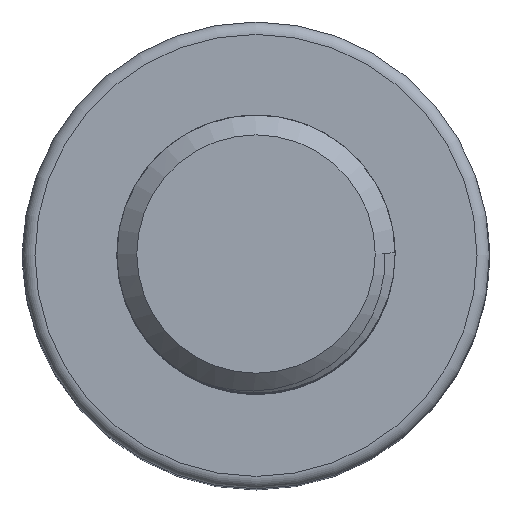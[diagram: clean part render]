
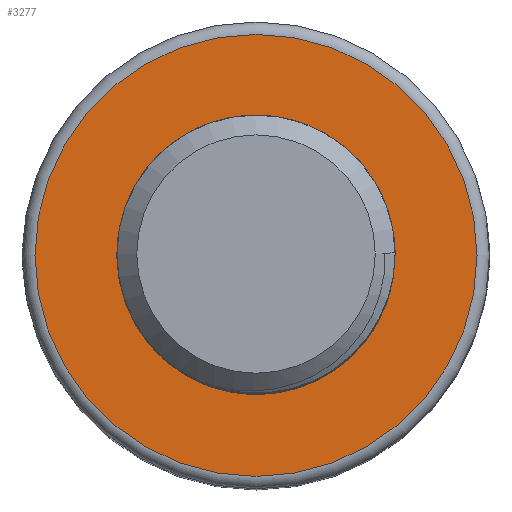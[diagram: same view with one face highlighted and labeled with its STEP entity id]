
A CAD part, top view. The second image highlights one B-rep face of the part: STEP entity #3277.
In plain terms, the highlighted planar face has unit normal (0, 0, 1).
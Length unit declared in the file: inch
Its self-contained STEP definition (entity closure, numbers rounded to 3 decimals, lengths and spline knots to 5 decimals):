
#494 = EDGE_CURVE ( 'NONE', #1799, #1799, #1878, .T. ) ;
#1186 = EDGE_CURVE ( 'NONE', #1801, #1801, #1889, .T. ) ;
#1799 = VERTEX_POINT ( 'NONE', #1800 ) ;
#1800 = CARTESIAN_POINT ( 'NONE',  ( 0.089, 0., 0.27 ) ) ;
#1801 = VERTEX_POINT ( 'NONE', #1802 ) ;
#1802 = CARTESIAN_POINT ( 'NONE',  ( 0.056, 0., 0.27 ) ) ;
#1878 = CIRCLE ( 'NONE', #3326, 0.089 ) ;
#1889 = CIRCLE ( 'NONE', #3327, 0.056 ) ;
#1922 = FACE_OUTER_BOUND ( 'NONE', #2235, .T. ) ;
#1926 = FACE_BOUND ( 'NONE', #2249, .T. ) ;
#2235 = EDGE_LOOP ( 'NONE', ( #2290 ) ) ;
#2249 = EDGE_LOOP ( 'NONE', ( #2289 ) ) ;
#2289 = ORIENTED_EDGE ( 'NONE', *, *, #1186, .F. ) ;
#2290 = ORIENTED_EDGE ( 'NONE', *, *, #494, .T. ) ;
#2309 = DIRECTION ( 'NONE',  ( 0., 0., 1. ) ) ;
#2378 = CARTESIAN_POINT ( 'NONE',  ( 0., 0., 0.27 ) ) ;
#2515 = DIRECTION ( 'NONE',  ( -1., 0., 0. ) ) ;
#2516 = DIRECTION ( 'NONE',  ( 0., 0., -1. ) ) ;
#2517 = PLANE ( 'NONE',  #3346 ) ;
#2528 = CARTESIAN_POINT ( 'NONE',  ( 0., 0.089, 0.27 ) ) ;
#2594 = DIRECTION ( 'NONE',  ( 1., 0., 0. ) ) ;
#2817 = DIRECTION ( 'NONE',  ( 1., 0., 0. ) ) ;
#2823 = CARTESIAN_POINT ( 'NONE',  ( 0., 0., 0.27 ) ) ;
#2826 = DIRECTION ( 'NONE',  ( 0., 0., 1. ) ) ;
#3277 = ADVANCED_FACE ( 'NONE', ( #1926, #1922 ), #2517, .F. ) ;
#3326 = AXIS2_PLACEMENT_3D ( 'NONE', #2378, #2309, #2594 ) ;
#3327 = AXIS2_PLACEMENT_3D ( 'NONE', #2823, #2826, #2817 ) ;
#3346 = AXIS2_PLACEMENT_3D ( 'NONE', #2528, #2516, #2515 ) ;
